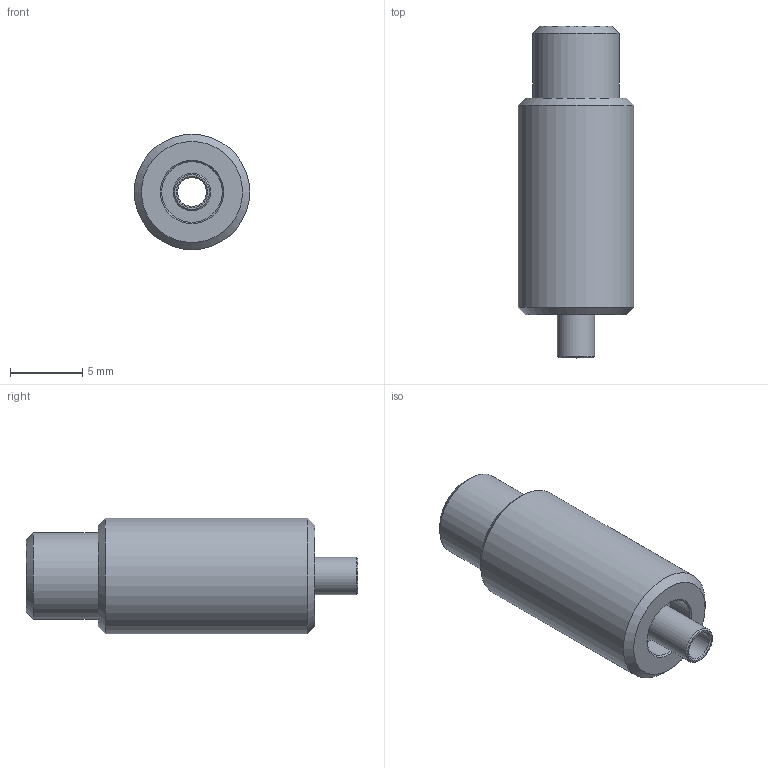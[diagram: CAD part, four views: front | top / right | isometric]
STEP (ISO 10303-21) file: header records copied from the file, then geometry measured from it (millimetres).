
FILE_DESCRIPTION(/* description */ (''),/* implementation_level */ '2;1');
FILE_NAME(/* name */ 'EPR Capillary Glue Ferrule.stp',/* time_stamp */ '2025-08-19T15:15:52+02:00',/* author */ ('baas020'),/* organization */ (''),/* preprocessor_version */ 'ST-DEVELOPER v20',/* originating_system */ 'Autodesk Inventor 2025',/* authorisation */ '');
FILE_SCHEMA (('AUTOMOTIVE_DESIGN { 1 0 10303 214 3 1 1 }'));
Length unit declared in the file: millimetre
Products named in the file (1): EPR Capillary Glue Ferrule
Bounding box: 8 x 23 x 8 mm (x, y, z)
Volume: 813.5 mm3; surface area: 754 mm2
Topology: 1 solids, 1 shells, 17 faces, 36 edges, 24 vertices
Faces by surface type: cone 7, cylinder 5, plane 5
Full cylindrical faces by diameter (mm): 2 x1, 2.6 x1, 4.2 x1, 6 x1, 8 x1
Entity records: 521 total; most frequent: DIRECTION 96, CARTESIAN_POINT 78, ORIENTED_EDGE 72, AXIS2_PLACEMENT_3D 42, EDGE_CURVE 36, CIRCLE 24, VERTEX_POINT 24, EDGE_LOOP 22
